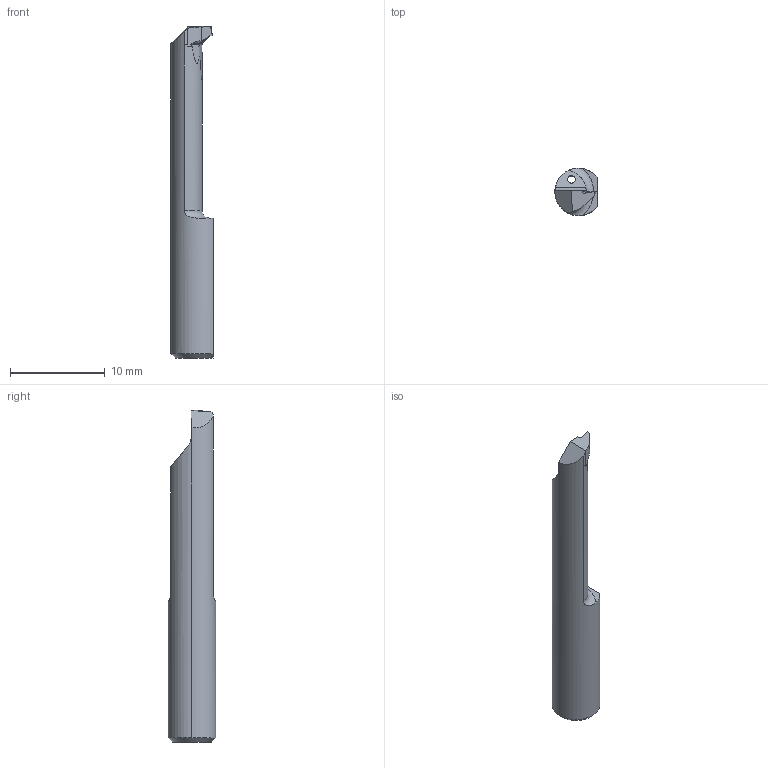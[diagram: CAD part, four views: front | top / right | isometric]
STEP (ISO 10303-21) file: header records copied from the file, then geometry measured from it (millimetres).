
FILE_DESCRIPTION (( 'STEP AP203' ), '1' );
FILE_NAME ('RP70.5-20.step', '2023-10-19T10:14:16', ( '' ), ( '' ), 'SwSTEP 2.0', 'SolidWorks 2022', '' );
FILE_SCHEMA (( 'CONFIG_CONTROL_DESIGN' ));
Length unit declared in the file: millimetre
Products named in the file (1): RP70.5-20
Bounding box: 4.45 x 5 x 35 mm (x, y, z)
Volume: 453.2 mm3; surface area: 560.1 mm2
Topology: 1 solids, 1 shells, 37 faces, 100 edges, 65 vertices
Faces by surface type: plane 17, cylinder 10, torus 6, cone 4
Entity records: 1302 total; most frequent: CARTESIAN_POINT 351, ORIENTED_EDGE 200, DIRECTION 166, EDGE_CURVE 100, VERTEX_POINT 65, AXIS2_PLACEMENT_3D 62, VECTOR 42, LINE 42
